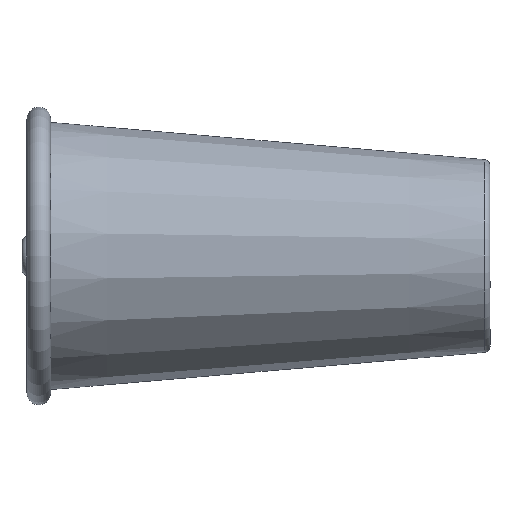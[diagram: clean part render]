
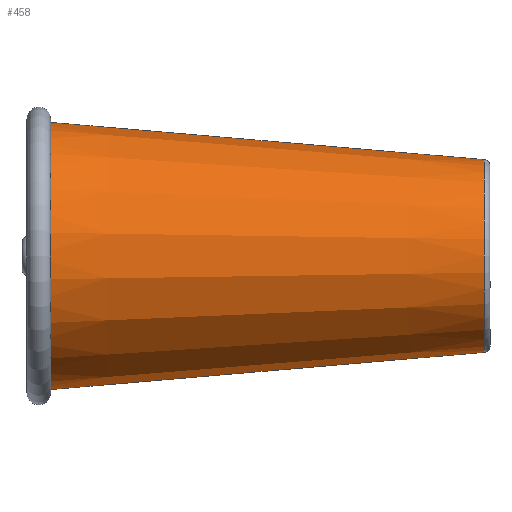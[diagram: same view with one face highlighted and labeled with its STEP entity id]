
A CAD part, left-side view. The second image highlights one B-rep face of the part: STEP entity #458.
In plain terms, the highlighted conical face has half-angle 4.9 degrees and reference radius 43.5 mm.
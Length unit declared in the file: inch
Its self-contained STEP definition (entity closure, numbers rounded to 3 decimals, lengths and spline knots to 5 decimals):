
#69=FACE_OUTER_BOUND('',#95,.T.);
#95=EDGE_LOOP('',(#360,#361,#362,#363,#364,#365));
#128=LINE('',#850,#140);
#140=VECTOR('',#678,1.7126);
#157=CIRCLE('',#532,1.71008);
#158=CIRCLE('',#533,1.71008);
#165=CIRCLE('',#542,1.21924);
#166=CIRCLE('',#543,1.21924);
#210=VERTEX_POINT('',#818);
#211=VERTEX_POINT('',#819);
#218=VERTEX_POINT('',#838);
#219=VERTEX_POINT('',#839);
#263=EDGE_CURVE('',#210,#211,#157,.T.);
#264=EDGE_CURVE('',#211,#210,#158,.T.);
#273=EDGE_CURVE('',#218,#219,#165,.T.);
#274=EDGE_CURVE('',#219,#218,#166,.T.);
#279=EDGE_CURVE('',#210,#219,#128,.T.);
#360=ORIENTED_EDGE('',*,*,#263,.T.);
#361=ORIENTED_EDGE('',*,*,#264,.T.);
#362=ORIENTED_EDGE('',*,*,#279,.T.);
#363=ORIENTED_EDGE('',*,*,#274,.T.);
#364=ORIENTED_EDGE('',*,*,#273,.T.);
#365=ORIENTED_EDGE('',*,*,#279,.F.);
#449=CONICAL_SURFACE('',#548,1.7126,0.086);
#458=ADVANCED_FACE('',(#69),#449,.T.);
#532=AXIS2_PLACEMENT_3D('',#820,#641,#642);
#533=AXIS2_PLACEMENT_3D('',#821,#643,#644);
#542=AXIS2_PLACEMENT_3D('',#840,#663,#664);
#543=AXIS2_PLACEMENT_3D('',#841,#665,#666);
#548=AXIS2_PLACEMENT_3D('',#849,#676,#677);
#641=DIRECTION('center_axis',(0.,0.,-1.));
#642=DIRECTION('ref_axis',(0.,1.,0.));
#643=DIRECTION('center_axis',(0.,0.,-1.));
#644=DIRECTION('ref_axis',(0.,1.,0.));
#663=DIRECTION('center_axis',(0.,0.,1.));
#664=DIRECTION('ref_axis',(0.,-1.,0.));
#665=DIRECTION('center_axis',(0.,0.,1.));
#666=DIRECTION('ref_axis',(0.,-1.,0.));
#676=DIRECTION('center_axis',(0.,0.,1.));
#677=DIRECTION('ref_axis',(0.,-1.,0.));
#678=DIRECTION('',(0.,-0.085,-0.996));
#818=CARTESIAN_POINT('',(0.,-5.82677,4.08728));
#819=CARTESIAN_POINT('',(0.,-9.24692,4.08728));
#820=CARTESIAN_POINT('Origin',(0.,-7.53685,4.08728));
#821=CARTESIAN_POINT('Origin',(0.,-7.53685,4.08728));
#838=CARTESIAN_POINT('',(0.,-8.75609,-1.63806));
#839=CARTESIAN_POINT('',(0.,-6.31761,-1.63806));
#840=CARTESIAN_POINT('Origin',(0.,-7.53685,-1.63806));
#841=CARTESIAN_POINT('Origin',(0.,-7.53685,-1.63806));
#849=CARTESIAN_POINT('Origin',(0.,-7.53685,4.1167));
#850=CARTESIAN_POINT('',(0.,-5.82425,4.1167));
